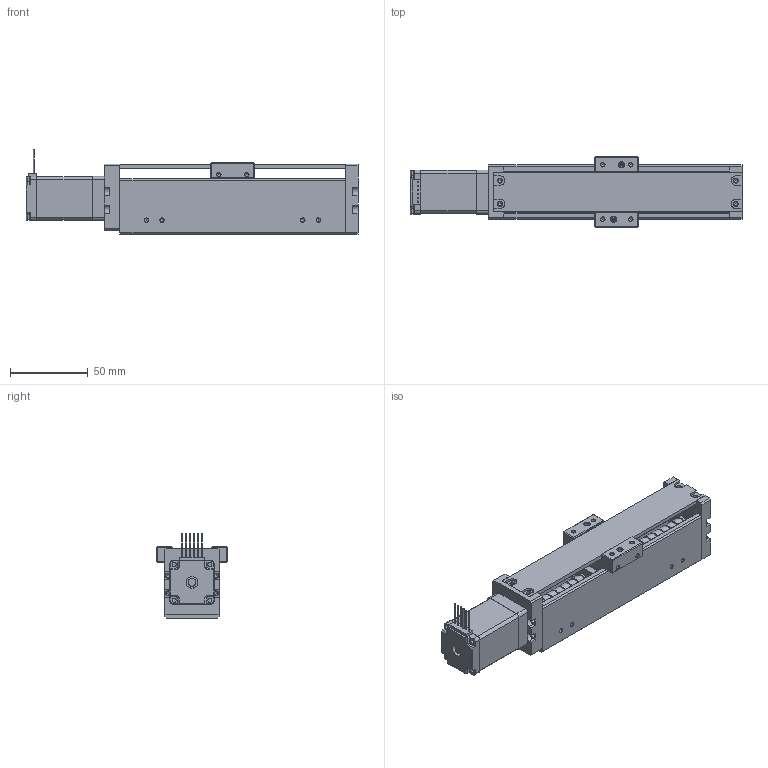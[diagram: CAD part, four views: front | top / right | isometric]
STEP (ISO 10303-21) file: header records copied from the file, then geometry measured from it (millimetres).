
FILE_DESCRIPTION( ( '' ), '1' );
FILE_NAME( 'ASS''Y-3D/VerC(Final)/TN2HP06-10A-VerD+.stp', '2024-02-29T03:27:12', ( 'Dimamotor' ), ( 'Dimamotor' ), 'PSStep 17.0.49', ' ', ' ' );
FILE_SCHEMA( ( 'AUTOMOTIVE_DESIGN { 1 0 10303 214 1 1 1 1 }' ) );
Length unit declared in the file: millimetre
Products named in the file (19): LRM9N1X142S11AH-oa0; _LRM9RLX142-S11-H-D; MS225HH-09A-S00(0606-10); 步進MS225_定子_直線用; 步進MS225_上蓋_直線用; 步進MS225_下蓋_直線用; PRA-0606-10; Assem1; 檔塊-1-VerC; 檔塊-2-VerC; PB624ZZ-00; 上蓋-VerC; _LRM9BK-N-H-A; NUT_MS225-09A-LSH0601_VerA; PDE030604L-00-鋁短圓柱; 載台結合板-VerC; 載台承座-VerE+; MMIB-VerD+; Screw_ANSI_B18_3_1M_A_M3x6_v12.00
Assembly tree (20 placements, depth 3):
  Assem1
    檔塊-1-VerC
    檔塊-2-VerC
    PB624ZZ-00
    上蓋-VerC
    _LRM9BK-N-H-A
    NUT_MS225-09A-LSH0601_VerA
    PDE030604L-00-鋁短圓柱  x2
    載台結合板-VerC
    載台承座-VerE+
    MMIB-VerD+
    Screw_ANSI_B18_3_1M_A_M3x6_v12.00  x2
    MS225HH-09A-S00(0606-10)
      步進MS225_定子_直線用
      步進MS225_上蓋_直線用
      步進MS225_下蓋_直線用
      PRA-0606-10
    LRM9N1X142S11AH-oa0
      _LRM9RLX142-S11-H-D
Bounding box: 213.4 x 45 x 54.15 mm (x, y, z)
Volume: 173615.5 mm3; surface area: 86960.4 mm2
Topology: 18 solids, 18 shells, 835 faces, 2092 edges, 1337 vertices
Faces by surface type: plane 377, cylinder 286, cone 147, torus 16, sphere 8, bspline 1
Full cylindrical faces by diameter (mm): 0.9 x6, 1 x2, 1.5 x4, 2.05 x8, 2.459 x4, 2.5 x49, 2.7 x4, 3 x6, 3.2 x20, 3.4 x2, 3.5 x7, 3.7 x1, 4 x2, 5 x1, 5.1 x1, 5.5 x2, 5.6 x2, 6 x16, 6.05 x1, 7.5 x1, 8 x2, 8.05 x1, 10 x5, 11.4 x2, 12 x1, 12.05 x1, 13 x2, 22 x1, 22.05 x1, 25 x1
Entity records: 32256 total; most frequent: CARTESIAN_POINT 7330, DIRECTION 3924, ORIENTED_EDGE 3166, EDGE_CURVE 1583, AXIS2_PLACEMENT_3D 1506, EDGE_LOOP 1286, VERTEX_POINT 1175, FACE_OUTER_BOUND 977
